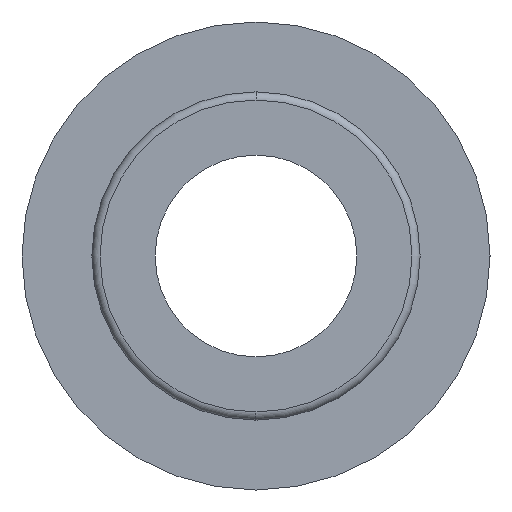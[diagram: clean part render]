
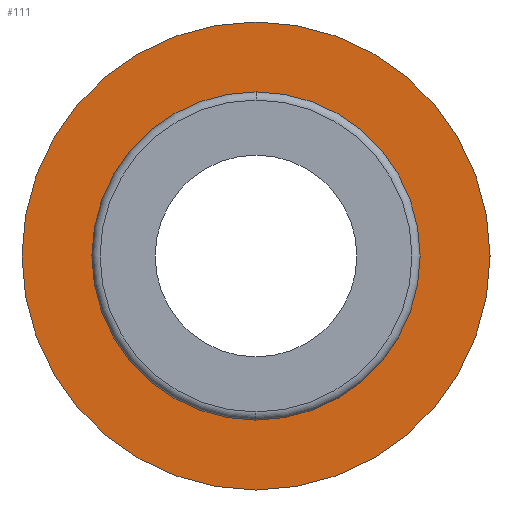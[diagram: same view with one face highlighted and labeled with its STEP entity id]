
A CAD part, left-side view. The second image highlights one B-rep face of the part: STEP entity #111.
In plain terms, the highlighted planar face has unit normal (-1, 0, 0).
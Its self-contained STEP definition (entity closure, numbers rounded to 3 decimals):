
#111=ADVANCED_FACE('',(#256,#257),#258,.T.);
#256=FACE_BOUND('',#408,.T.);
#257=FACE_OUTER_BOUND('',#409,.T.);
#258=PLANE('',#410);
#408=EDGE_LOOP('',(#946,#947));
#409=EDGE_LOOP('',(#948,#949));
#410=AXIS2_PLACEMENT_3D('',#950,#951,#952);
#946=ORIENTED_EDGE('',*,*,#1046,.T.);
#947=ORIENTED_EDGE('',*,*,#1163,.T.);
#948=ORIENTED_EDGE('',*,*,#1022,.T.);
#949=ORIENTED_EDGE('',*,*,#1171,.T.);
#950=CARTESIAN_POINT('',(-24.58,-5.525,0.0));
#951=DIRECTION('',(-1.0,0.,0.0));
#952=DIRECTION('',(0.,-1.0,0.0));
#1022=EDGE_CURVE('',#1220,#1226,#1228,.T.);
#1046=EDGE_CURVE('',#1272,#1269,#1273,.T.);
#1163=EDGE_CURVE('',#1269,#1272,#1461,.T.);
#1171=EDGE_CURVE('',#1226,#1220,#1470,.T.);
#1220=VERTEX_POINT('',#1649);
#1226=VERTEX_POINT('',#1656);
#1228=CIRCLE('',#1659,11.05);
#1269=VERTEX_POINT('',#1706);
#1272=VERTEX_POINT('',#1710);
#1273=CIRCLE('',#1711,5.363);
#1461=CIRCLE('',#2053,5.363);
#1470=CIRCLE('',#2062,11.05);
#1649=CARTESIAN_POINT('',(-24.58,-11.05,0.0));
#1656=CARTESIAN_POINT('',(-24.58,11.05,0.));
#1659=AXIS2_PLACEMENT_3D('',#2125,#2126,#2127);
#1706=CARTESIAN_POINT('',(-24.58,-5.363,0.));
#1710=CARTESIAN_POINT('',(-24.58,5.363,0.));
#1711=AXIS2_PLACEMENT_3D('',#2183,#2184,#2185);
#2053=AXIS2_PLACEMENT_3D('',#2406,#2407,#2408);
#2062=AXIS2_PLACEMENT_3D('',#2430,#2431,#2432);
#2125=CARTESIAN_POINT('',(-24.58,0.,0.0));
#2126=DIRECTION('',(-1.0,0.,0.0));
#2127=DIRECTION('',(0.,-1.0,0.0));
#2183=CARTESIAN_POINT('',(-24.58,0.,0.0));
#2184=DIRECTION('',(1.0,0.,0.0));
#2185=DIRECTION('',(0.,-1.0,0.0));
#2406=CARTESIAN_POINT('',(-24.58,0.,0.0));
#2407=DIRECTION('',(1.0,0.,0.0));
#2408=DIRECTION('',(0.,-1.0,0.0));
#2430=CARTESIAN_POINT('',(-24.58,0.,0.0));
#2431=DIRECTION('',(-1.0,0.,0.0));
#2432=DIRECTION('',(0.,-1.0,0.0));
